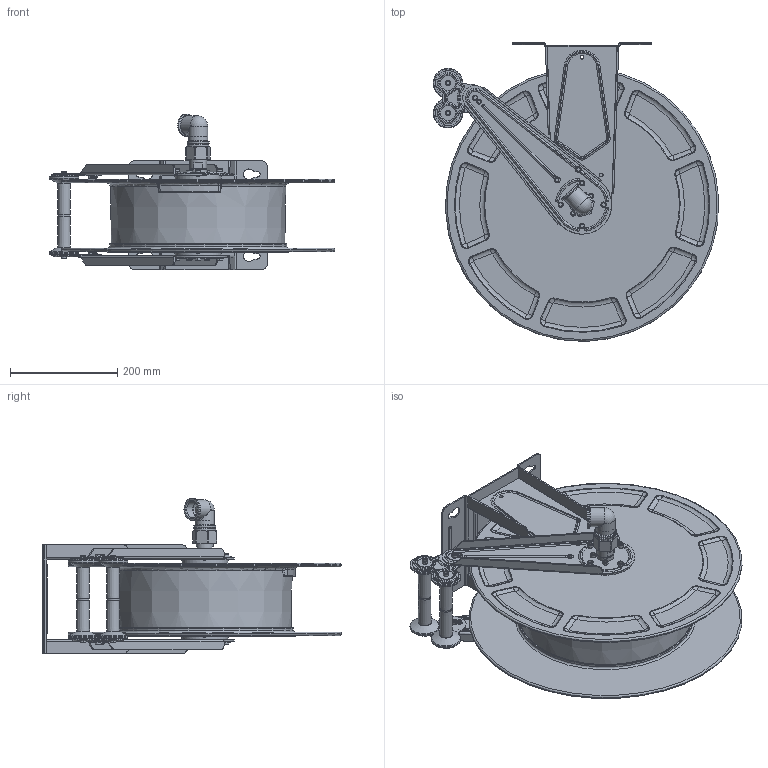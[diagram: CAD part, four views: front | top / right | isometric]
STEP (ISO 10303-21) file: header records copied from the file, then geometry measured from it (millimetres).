
FILE_DESCRIPTION(/* description */ ('Unknown'),/* implementation_level */ '2;1');
FILE_NAME(/* name */ '9532-150',/* time_stamp */ '2021-04-16T11:21:01+02:00',/* author */ ('Unknown'),/* organization */ ('Unknown'),/* preprocessor_version */ 'ST-DEVELOPER v16.7',/* originating_system */ 'Solid Edge',/* authorisation */ 'Unknown');
FILE_SCHEMA (('AUTOMOTIVE_DESIGN {1 0 10303 214 3 1 1}'));
Products named in the file (5): 9532-150; 9532-000; S552; B1496_ingombri; B1497-ingombri
Assembly tree (4 placements, depth 2):
  9532-150
    9532-000
    S552
    B1496_ingombri
    B1497-ingombri
Bounding box: 532.77 x 557.49 x 290.39 mm (x, y, z)
Volume: 13562975 mm3; surface area: 1326006.5 mm2
Topology: 4 solids, 14 shells, 1462 faces, 3660 edges, 2349 vertices
Faces by surface type: plane 494, cylinder 373, torus 339, bspline 168, cone 88
Full cylindrical faces by diameter (mm): 5 x4, 5.2 x2, 6 x10, 6.3 x2, 6.499 x4, 6.5 x10, 8.5 x2, 10 x20, 11 x2, 20 x1, 23 x9, 26.5 x1, 26.8 x1, 27.85 x1, 30 x2, 30.1 x1, 30.5 x1, 30.85 x1, 31.95 x1, 31.98 x2, 32.1 x1, 32.641 x1, 33 x1, 34.5 x1, 36 x2, 40.5 x1, 41.5 x2, 60 x1, 86 x2, 510 x1
Entity records: 49582 total; most frequent: CARTESIAN_POINT 16135, DIRECTION 6787, ORIENTED_EDGE 6594, EDGE_CURVE 3297, AXIS2_PLACEMENT_3D 2819, VERTEX_POINT 2214, EDGE_LOOP 1869, FACE_BOUND 1869
